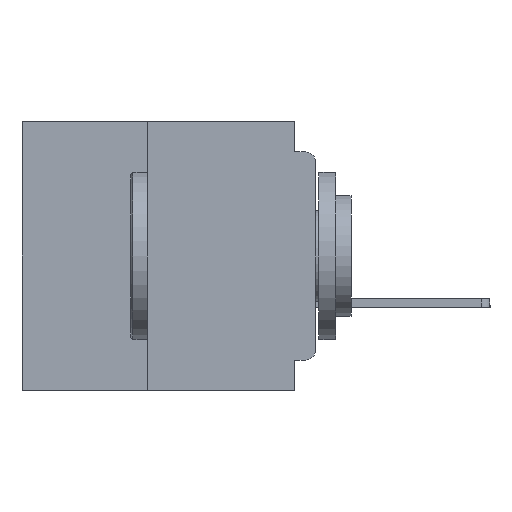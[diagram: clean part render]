
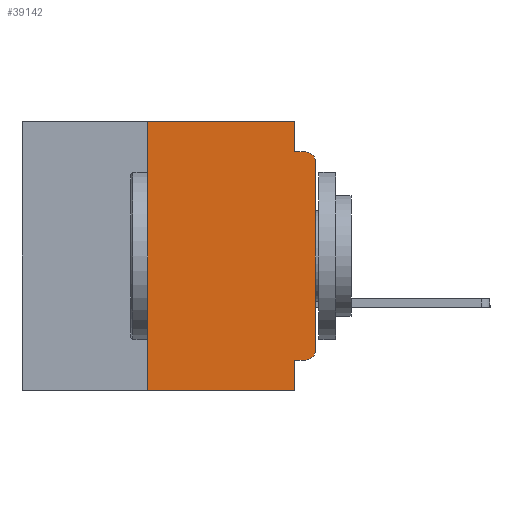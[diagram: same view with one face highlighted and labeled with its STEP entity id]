
A CAD part, left-side view. The second image highlights one B-rep face of the part: STEP entity #39142.
In plain terms, the highlighted planar face has unit normal (-1, 0, 0).
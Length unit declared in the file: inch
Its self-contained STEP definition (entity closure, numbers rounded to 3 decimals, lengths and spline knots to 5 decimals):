
#53 = LINE ( 'NONE', #50898, #44470 ) ;
#578 = CARTESIAN_POINT ( 'NONE',  ( 0., 0., -0.34 ) ) ;
#1049 = DIRECTION ( 'NONE',  ( 0., -1., 0. ) ) ;
#2397 = ORIENTED_EDGE ( 'NONE', *, *, #32196, .F. ) ;
#3670 = CIRCLE ( 'NONE', #6669, 0.015 ) ;
#3687 = ORIENTED_EDGE ( 'NONE', *, *, #16769, .T. ) ;
#4559 = VECTOR ( 'NONE', #12059, 39.37008 ) ;
#5240 = CIRCLE ( 'NONE', #15332, 0.015 ) ;
#5366 = VERTEX_POINT ( 'NONE', #18729 ) ;
#5588 = VECTOR ( 'NONE', #50393, 39.37008 ) ;
#5855 = VECTOR ( 'NONE', #6861, 39.37008 ) ;
#6669 = AXIS2_PLACEMENT_3D ( 'NONE', #23787, #53771, #28044 ) ;
#6676 = CARTESIAN_POINT ( 'NONE',  ( 0., 0.437, -0.4 ) ) ;
#6861 = DIRECTION ( 'NONE',  ( 0., 0., -1. ) ) ;
#7212 = LINE ( 'NONE', #41192, #5855 ) ;
#7386 = VECTOR ( 'NONE', #21887, 39.37008 ) ;
#7464 = EDGE_CURVE ( 'NONE', #12497, #32069, #53, .T. ) ;
#7683 = CARTESIAN_POINT ( 'NONE',  ( 0., 0.25, -0.4 ) ) ;
#8145 = DIRECTION ( 'NONE',  ( 0., 0., -1. ) ) ;
#11556 = VECTOR ( 'NONE', #1049, 39.37008 ) ;
#11701 = FACE_OUTER_BOUND ( 'NONE', #19775, .T. ) ;
#11950 = LINE ( 'NONE', #6676, #46105 ) ;
#12059 = DIRECTION ( 'NONE',  ( 0., 0., 1. ) ) ;
#12497 = VERTEX_POINT ( 'NONE', #53192 ) ;
#13268 = CARTESIAN_POINT ( 'NONE',  ( 0., 0.437, 0. ) ) ;
#14600 = VERTEX_POINT ( 'NONE', #43992 ) ;
#15332 = AXIS2_PLACEMENT_3D ( 'NONE', #19919, #49885, #24212 ) ;
#16769 = EDGE_CURVE ( 'NONE', #5366, #35376, #5240, .T. ) ;
#17361 = CARTESIAN_POINT ( 'NONE',  ( 0., 0.25, -0.4 ) ) ;
#17610 = DIRECTION ( 'NONE',  ( 0., 0., -1. ) ) ;
#18729 = CARTESIAN_POINT ( 'NONE',  ( 0., 0., -0.06 ) ) ;
#18879 = LINE ( 'NONE', #34572, #7386 ) ;
#19124 = EDGE_CURVE ( 'NONE', #14600, #30441, #3670, .T. ) ;
#19508 = DIRECTION ( 'NONE',  ( 0., -1., 0. ) ) ;
#19775 = EDGE_LOOP ( 'NONE', ( #50024, #3687, #47366, #34487, #49800, #26976, #29821, #2397, #30030, #48407 ) ) ;
#19919 = CARTESIAN_POINT ( 'NONE',  ( 0., 0.015, -0.06 ) ) ;
#20119 = EDGE_CURVE ( 'NONE', #26486, #12497, #39839, .T. ) ;
#21887 = DIRECTION ( 'NONE',  ( 0., 0., 1. ) ) ;
#23258 = CARTESIAN_POINT ( 'NONE',  ( 0., 0.031, -0.045 ) ) ;
#23787 = CARTESIAN_POINT ( 'NONE',  ( 0., 0.015, -0.34 ) ) ;
#24212 = DIRECTION ( 'NONE',  ( 0., 0., -1. ) ) ;
#26486 = VERTEX_POINT ( 'NONE', #54847 ) ;
#26976 = ORIENTED_EDGE ( 'NONE', *, *, #54299, .F. ) ;
#27417 = LINE ( 'NONE', #7683, #4559 ) ;
#28044 = DIRECTION ( 'NONE',  ( 0., 0., -1. ) ) ;
#29821 = ORIENTED_EDGE ( 'NONE', *, *, #46435, .T. ) ;
#30030 = ORIENTED_EDGE ( 'NONE', *, *, #30462, .F. ) ;
#30441 = VERTEX_POINT ( 'NONE', #578 ) ;
#30462 = EDGE_CURVE ( 'NONE', #14600, #54668, #43228, .T. ) ;
#31806 = CARTESIAN_POINT ( 'NONE',  ( 0., 0.031, -0.355 ) ) ;
#32069 = VERTEX_POINT ( 'NONE', #23258 ) ;
#32196 = EDGE_CURVE ( 'NONE', #54668, #44285, #7212, .T. ) ;
#32539 = AXIS2_PLACEMENT_3D ( 'NONE', #13268, #43182, #17610 ) ;
#32914 = CARTESIAN_POINT ( 'NONE',  ( 0., 0.437, 0. ) ) ;
#33871 = CARTESIAN_POINT ( 'NONE',  ( 0., 0., -0.355 ) ) ;
#34487 = ORIENTED_EDGE ( 'NONE', *, *, #7464, .F. ) ;
#34562 = PLANE ( 'NONE',  #32539 ) ;
#34572 = CARTESIAN_POINT ( 'NONE',  ( 0., 0., 0. ) ) ;
#35376 = VERTEX_POINT ( 'NONE', #42371 ) ;
#36433 = EDGE_CURVE ( 'NONE', #32069, #35376, #45693, .T. ) ;
#39142 = ADVANCED_FACE ( 'NONE', ( #11701 ), #34562, .F. ) ;
#39812 = CARTESIAN_POINT ( 'NONE',  ( 0., 0., -0.045 ) ) ;
#39839 = LINE ( 'NONE', #32914, #5588 ) ;
#40000 = CARTESIAN_POINT ( 'NONE',  ( 0., 0.031, -0.4 ) ) ;
#40945 = EDGE_CURVE ( 'NONE', #30441, #5366, #18879, .T. ) ;
#41192 = CARTESIAN_POINT ( 'NONE',  ( 0., 0.031, -0.4 ) ) ;
#41523 = VERTEX_POINT ( 'NONE', #17361 ) ;
#41886 = VECTOR ( 'NONE', #42485, 39.37008 ) ;
#42371 = CARTESIAN_POINT ( 'NONE',  ( 0., 0.015, -0.045 ) ) ;
#42485 = DIRECTION ( 'NONE',  ( 0., 1., 0. ) ) ;
#43182 = DIRECTION ( 'NONE',  ( 1., 0., 0. ) ) ;
#43228 = LINE ( 'NONE', #33871, #41886 ) ;
#43992 = CARTESIAN_POINT ( 'NONE',  ( 0., 0.015, -0.355 ) ) ;
#44285 = VERTEX_POINT ( 'NONE', #40000 ) ;
#44470 = VECTOR ( 'NONE', #8145, 39.37008 ) ;
#45693 = LINE ( 'NONE', #39812, #11556 ) ;
#46105 = VECTOR ( 'NONE', #19508, 39.37008 ) ;
#46435 = EDGE_CURVE ( 'NONE', #41523, #44285, #11950, .T. ) ;
#47366 = ORIENTED_EDGE ( 'NONE', *, *, #36433, .F. ) ;
#48407 = ORIENTED_EDGE ( 'NONE', *, *, #19124, .T. ) ;
#49800 = ORIENTED_EDGE ( 'NONE', *, *, #20119, .F. ) ;
#49885 = DIRECTION ( 'NONE',  ( -1., 0., 0. ) ) ;
#50024 = ORIENTED_EDGE ( 'NONE', *, *, #40945, .T. ) ;
#50393 = DIRECTION ( 'NONE',  ( 0., -1., 0. ) ) ;
#50898 = CARTESIAN_POINT ( 'NONE',  ( 0., 0.031, 0. ) ) ;
#53192 = CARTESIAN_POINT ( 'NONE',  ( 0., 0.031, 0. ) ) ;
#53771 = DIRECTION ( 'NONE',  ( -1., 0., 0. ) ) ;
#54299 = EDGE_CURVE ( 'NONE', #41523, #26486, #27417, .T. ) ;
#54668 = VERTEX_POINT ( 'NONE', #31806 ) ;
#54847 = CARTESIAN_POINT ( 'NONE',  ( 0., 0.25, 0. ) ) ;
